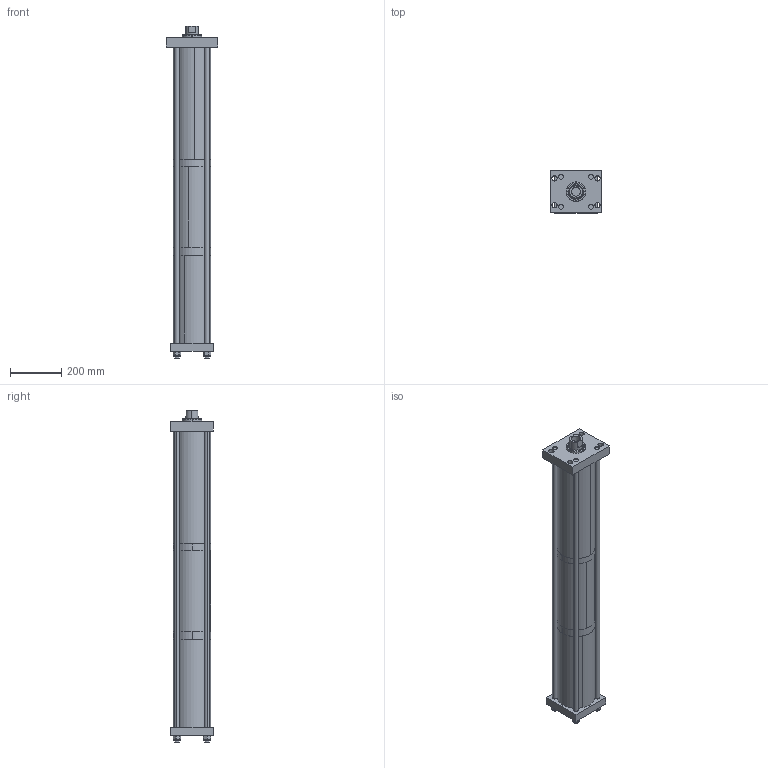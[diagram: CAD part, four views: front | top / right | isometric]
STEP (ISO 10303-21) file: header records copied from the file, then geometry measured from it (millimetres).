
FILE_DESCRIPTION (( 'STEP AP203' ), '1' );
FILE_NAME ('HPI-20-6.00-.50-FH-2020.STEP', '2020-04-21T20:27:54', ( '' ), ( '' ), 'SwSTEP 2.0', 'SolidWorks 2018', '' );
FILE_SCHEMA (( 'CONFIG_CONTROL_DESIGN' ));
Length unit declared in the file: inch
Products named in the file (13): E2013.STEP; E1004.STEP; NLN .75.STEP; F1003.STEP; EI2014_.50.STEP; E2018_6.0-.50.STEP; G2010.STEP; HPI-20-6.00-.50-FH.STEP; E2011_6.0.STEP; EI2005_6.0-.50.STEP; HPI-20-6.00-.50-FH-2020; E1001_2.0.STEP; E1064.STEP
Assembly tree (18 placements, depth 3):
  HPI-20-6.00-.50-FH-2020
    HPI-20-6.00-.50-FH.STEP
      E1004.STEP
      F1003.STEP
      E1001_2.0.STEP
      E1064.STEP
      NLN .75.STEP  x4
      G2010.STEP
      E2013.STEP
      EI2014_.50.STEP
      EI2005_6.0-.50.STEP
      E2011_6.0.STEP
      E2018_6.0-.50.STEP  x4
Bounding box: 203.2 x 165.1 x 1298.58 mm (x, y, z)
Volume: 9356053.3 mm3; surface area: 1689931.8 mm2
Topology: 17 solids, 17 shells, 509 faces, 1162 edges, 652 vertices
Faces by surface type: cylinder 247, plane 134, sphere 49, bspline 48, cone 31
Entity records: 11117 total; most frequent: CARTESIAN_POINT 2967, DIRECTION 1509, ORIENTED_EDGE 1258, AXIS2_PLACEMENT_3D 629, EDGE_CURVE 629, VERTEX_POINT 392, EDGE_LOOP 359, CIRCLE 332
